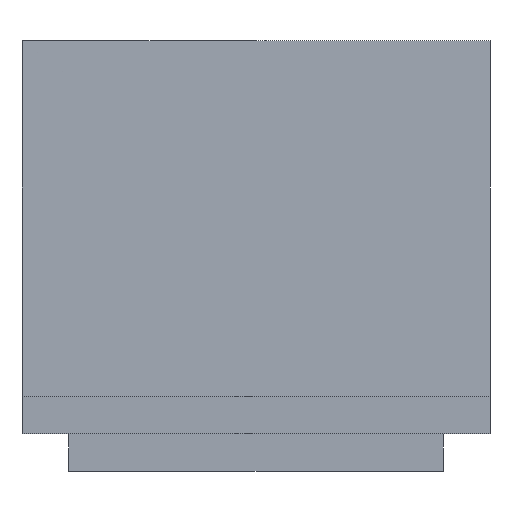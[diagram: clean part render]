
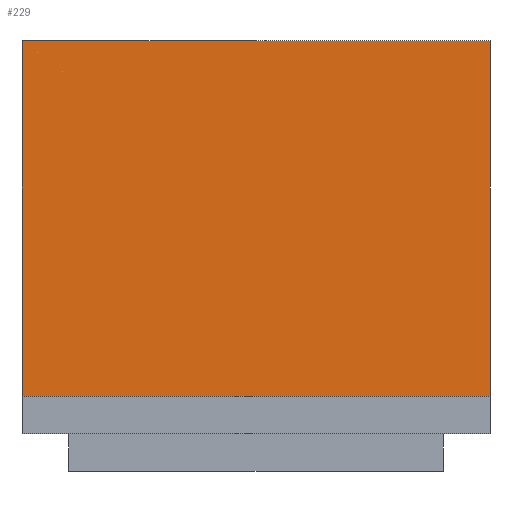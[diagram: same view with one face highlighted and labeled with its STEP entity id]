
A CAD part, left-side view. The second image highlights one B-rep face of the part: STEP entity #229.
In plain terms, the highlighted free-form (B-spline) face has degree [1, 1] with [2, 2] control points.
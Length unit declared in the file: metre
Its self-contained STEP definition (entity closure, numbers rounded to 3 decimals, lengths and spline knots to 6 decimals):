
#229 = ADVANCED_FACE( '', ( #291 ), #292, .F. );
#291 = FACE_OUTER_BOUND( '', #432, .T. );
#292 = B_SPLINE_SURFACE_WITH_KNOTS( '', 1, 1, ( ( #433, #434 ), ( #435, #436 ) ), .UNSPECIFIED., .F., .F., .F., ( 2, 2 ), ( 2, 2 ), ( 0., 1. ), ( 0., 1. ), .UNSPECIFIED. );
#432 = EDGE_LOOP( '', ( #635, #636, #637, #638 ) );
#433 = CARTESIAN_POINT( '', ( -0.005, -0.005, 0.004 ) );
#434 = CARTESIAN_POINT( '', ( -0.0045, -0.005, 0.042 ) );
#435 = CARTESIAN_POINT( '', ( -0.005, 0.045, 0.004 ) );
#436 = CARTESIAN_POINT( '', ( -0.0045, 0.045, 0.042 ) );
#635 = ORIENTED_EDGE( '', *, *, #773, .T. );
#636 = ORIENTED_EDGE( '', *, *, #774, .T. );
#637 = ORIENTED_EDGE( '', *, *, #775, .F. );
#638 = ORIENTED_EDGE( '', *, *, #776, .F. );
#773 = EDGE_CURVE( '', #895, #896, #897, .T. );
#774 = EDGE_CURVE( '', #896, #898, #899, .T. );
#775 = EDGE_CURVE( '', #900, #898, #901, .T. );
#776 = EDGE_CURVE( '', #895, #900, #902, .T. );
#895 = VERTEX_POINT( '', #1091 );
#896 = VERTEX_POINT( '', #1092 );
#897 = B_SPLINE_CURVE_WITH_KNOTS( '', 1, ( #1093, #1094 ), .UNSPECIFIED., .F., .F., ( 2, 2 ), ( 0., 1. ), .UNSPECIFIED. );
#898 = VERTEX_POINT( '', #1095 );
#899 = B_SPLINE_CURVE_WITH_KNOTS( '', 1, ( #1096, #1097 ), .UNSPECIFIED., .F., .F., ( 2, 2 ), ( 0., 1. ), .UNSPECIFIED. );
#900 = VERTEX_POINT( '', #1098 );
#901 = B_SPLINE_CURVE_WITH_KNOTS( '', 1, ( #1099, #1100 ), .UNSPECIFIED., .F., .F., ( 2, 2 ), ( 0., 1. ), .UNSPECIFIED. );
#902 = B_SPLINE_CURVE_WITH_KNOTS( '', 1, ( #1101, #1102 ), .UNSPECIFIED., .F., .F., ( 2, 2 ), ( 0., 1. ), .UNSPECIFIED. );
#1091 = CARTESIAN_POINT( '', ( -0.005, 0.045, 0.004 ) );
#1092 = CARTESIAN_POINT( '', ( -0.005, -0.005, 0.004 ) );
#1093 = CARTESIAN_POINT( '', ( -0.005, 0.045, 0.004 ) );
#1094 = CARTESIAN_POINT( '', ( -0.005, -0.005, 0.004 ) );
#1095 = CARTESIAN_POINT( '', ( -0.0045, -0.005, 0.042 ) );
#1096 = CARTESIAN_POINT( '', ( -0.005, -0.005, 0.004 ) );
#1097 = CARTESIAN_POINT( '', ( -0.0045, -0.005, 0.042 ) );
#1098 = CARTESIAN_POINT( '', ( -0.0045, 0.045, 0.042 ) );
#1099 = CARTESIAN_POINT( '', ( -0.0045, 0.045, 0.042 ) );
#1100 = CARTESIAN_POINT( '', ( -0.0045, -0.005, 0.042 ) );
#1101 = CARTESIAN_POINT( '', ( -0.005, 0.045, 0.004 ) );
#1102 = CARTESIAN_POINT( '', ( -0.0045, 0.045, 0.042 ) );
